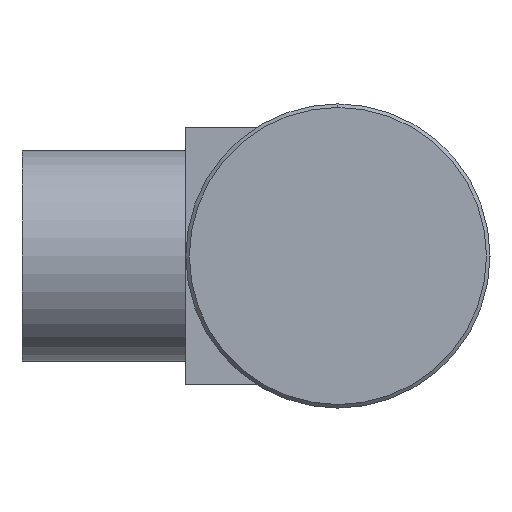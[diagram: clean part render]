
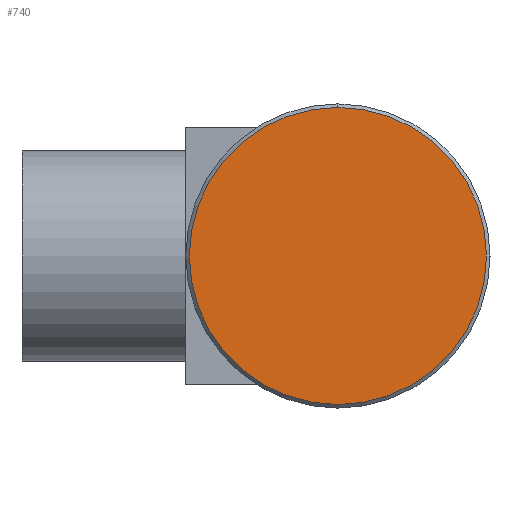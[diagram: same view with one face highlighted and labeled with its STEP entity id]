
A CAD part, left-side view. The second image highlights one B-rep face of the part: STEP entity #740.
In plain terms, the highlighted planar face has unit normal (-1, 0, 0).
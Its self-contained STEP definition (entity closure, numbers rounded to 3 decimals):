
#12 = PLANE ( 'NONE',  #98 ) ;
#25 = CIRCLE ( 'NONE', #87, 12.7 ) ;
#53 = EDGE_LOOP ( 'NONE', ( #719, #481 ) ) ;
#87 = AXIS2_PLACEMENT_3D ( 'NONE', #160, #738, #816 ) ;
#98 = AXIS2_PLACEMENT_3D ( 'NONE', #529, #469, #343 ) ;
#128 = EDGE_CURVE ( 'NONE', #485, #243, #805, .T. ) ;
#160 = CARTESIAN_POINT ( 'NONE',  ( 0., 0., 0. ) ) ;
#243 = VERTEX_POINT ( 'NONE', #669 ) ;
#307 = EDGE_CURVE ( 'NONE', #243, #485, #25, .T. ) ;
#343 = DIRECTION ( 'NONE',  ( 0., 0., -1. ) ) ;
#365 = FACE_OUTER_BOUND ( 'NONE', #53, .T. ) ;
#451 = DIRECTION ( 'NONE',  ( -1., 0., 0. ) ) ;
#469 = DIRECTION ( 'NONE',  ( 1., 0., 0. ) ) ;
#481 = ORIENTED_EDGE ( 'NONE', *, *, #128, .T. ) ;
#485 = VERTEX_POINT ( 'NONE', #685 ) ;
#512 = AXIS2_PLACEMENT_3D ( 'NONE', #665, #451, #673 ) ;
#529 = CARTESIAN_POINT ( 'NONE',  ( 0., 0., 0. ) ) ;
#665 = CARTESIAN_POINT ( 'NONE',  ( 0., 0., 0. ) ) ;
#669 = CARTESIAN_POINT ( 'NONE',  ( 0., 0., -12.7 ) ) ;
#673 = DIRECTION ( 'NONE',  ( 0., 0., 1. ) ) ;
#685 = CARTESIAN_POINT ( 'NONE',  ( 0., 0., 12.7 ) ) ;
#719 = ORIENTED_EDGE ( 'NONE', *, *, #307, .T. ) ;
#738 = DIRECTION ( 'NONE',  ( -1., 0., 0. ) ) ;
#740 = ADVANCED_FACE ( 'NONE', ( #365 ), #12, .F. ) ;
#805 = CIRCLE ( 'NONE', #512, 12.7 ) ;
#816 = DIRECTION ( 'NONE',  ( 0., 0., 1. ) ) ;
